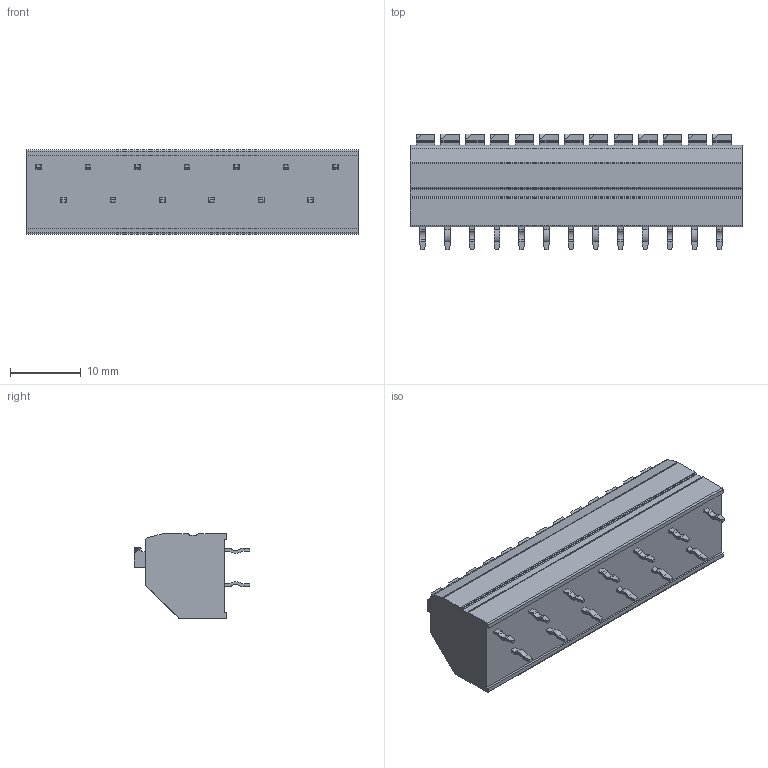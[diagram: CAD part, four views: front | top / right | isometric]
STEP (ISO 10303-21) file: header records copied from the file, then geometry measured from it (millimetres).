
FILE_DESCRIPTION((''),'2;1');
FILE_NAME('TLM-002C-XXP','2024-11-02T14:40:47',('tluser'),(''),'CREO PARAMETRIC BY PTC INC, 2018100','CREO PARAMETRIC BY PTC INC, 2018100','');
FILE_SCHEMA(('AUTOMOTIVE_DESIGN { 1 0 10303 214 1 1 1 1 }'));
Length unit declared in the file: millimetre
Products named in the file (1): TLM-002C-XXP
Bounding box: 47 x 16.4 x 12 mm (x, y, z)
Volume: 5537.3 mm3; surface area: 3071.6 mm2
Topology: 1 solids, 1 shells, 624 faces, 1684 edges, 1088 vertices
Faces by surface type: plane 432, cylinder 140, cone 52
Entity records: 19733 total; most frequent: CARTESIAN_POINT 4029, ORIENTED_EDGE 3368, DIRECTION 3095, EDGE_CURVE 1684, VECTOR 1196, LINE 1196, VERTEX_POINT 1088, AXIS2_PLACEMENT_3D 948
